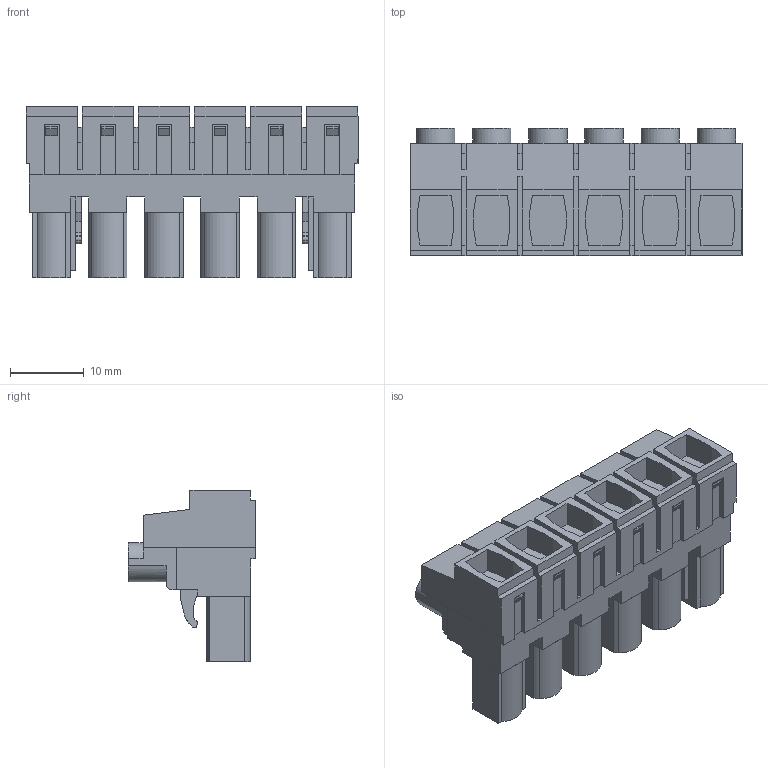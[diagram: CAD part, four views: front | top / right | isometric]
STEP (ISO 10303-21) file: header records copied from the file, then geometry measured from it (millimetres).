
FILE_DESCRIPTION(('CATIA V5 STEP Exchange','CAx-IF Rec.Pracs.--- Model Styling and Organization---1.4--- 2014-01-23'),'2;1');
FILE_NAME ('D1447759_1', '2022-06-27T11:01:18+00:00', ('none'), ('Weidmueller'), 'CATIA Version 5-6 Release 2016 SP3 HF44', 'CATIA V5 STEP AP214', 'none');
FILE_SCHEMA(('AUTOMOTIVE_DESIGN { 1 0 10303 214 1 1 1 1 }'));
Length unit declared in the file: millimetre
Products named in the file (1): 1049020000
Bounding box: 45.04 x 17.25 x 23.25 mm (x, y, z)
Volume: 8327.5 mm3; surface area: 6536.2 mm2
Topology: 7 solids, 7 shells, 602 faces, 1663 edges, 1105 vertices
Faces by surface type: plane 508, cylinder 86, extrusion 8
Entity records: 18751 total; most frequent: CARTESIAN_POINT 3564, ORIENTED_EDGE 3326, DIRECTION 2467, EDGE_CURVE 1663, VECTOR 1459, LINE 1451, VERTEX_POINT 1105, EDGE_LOOP 632
